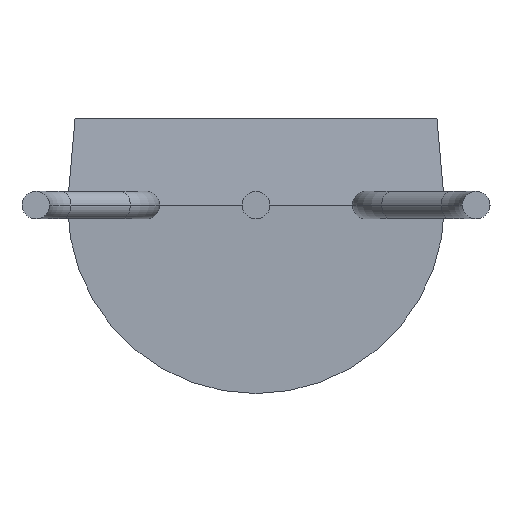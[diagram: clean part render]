
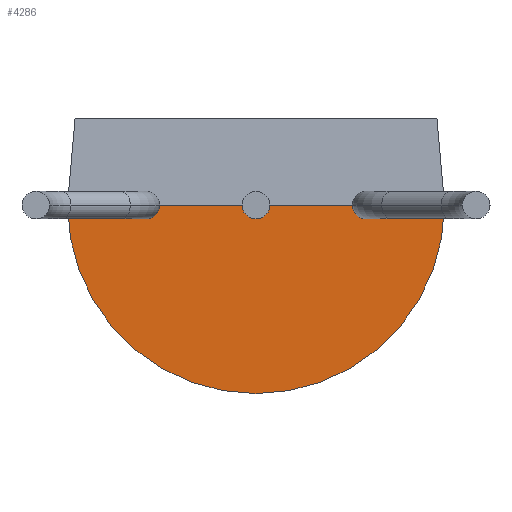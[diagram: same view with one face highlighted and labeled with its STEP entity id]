
A CAD part, front view. The second image highlights one B-rep face of the part: STEP entity #4286.
In plain terms, the highlighted planar face has unit normal (0, -1, 0).
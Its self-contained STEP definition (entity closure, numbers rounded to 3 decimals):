
#323 = DIRECTION ( 'NONE',  ( 0., 1., 0. ) ) ;
#1249 = EDGE_CURVE ( 'NONE', #2073, #4758, #13818, .T. ) ;
#2073 = VERTEX_POINT ( 'NONE', #11160 ) ;
#2159 = CARTESIAN_POINT ( 'NONE',  ( -2.175, 0., 0. ) ) ;
#2304 = EDGE_LOOP ( 'NONE', ( #4407, #3751, #3209 ) ) ;
#2499 = EDGE_CURVE ( 'NONE', #5932, #2073, #4898, .T. ) ;
#2525 = PLANE ( 'NONE',  #12296 ) ;
#3209 = ORIENTED_EDGE ( 'NONE', *, *, #1249, .F. ) ;
#3708 = DIRECTION ( 'NONE',  ( 0., 1., 0. ) ) ;
#3751 = ORIENTED_EDGE ( 'NONE', *, *, #7660, .F. ) ;
#4171 = LINE ( 'NONE', #2159, #4896 ) ;
#4286 = ADVANCED_FACE ( 'NONE', ( #13388 ), #2525, .F. ) ;
#4407 = ORIENTED_EDGE ( 'NONE', *, *, #2499, .F. ) ;
#4758 = VERTEX_POINT ( 'NONE', #6672 ) ;
#4896 = VECTOR ( 'NONE', #5087, 1000. ) ;
#4898 = CIRCLE ( 'NONE', #5326, 2.175 ) ;
#5087 = DIRECTION ( 'NONE',  ( 1., 0., 0. ) ) ;
#5326 = AXIS2_PLACEMENT_3D ( 'NONE', #13500, #323, #6728 ) ;
#5874 = CARTESIAN_POINT ( 'NONE',  ( 2.175, 0., 0. ) ) ;
#5932 = VERTEX_POINT ( 'NONE', #5874 ) ;
#6023 = DIRECTION ( 'NONE',  ( 0., 0., 1. ) ) ;
#6672 = CARTESIAN_POINT ( 'NONE',  ( -2.175, 0., 0. ) ) ;
#6728 = DIRECTION ( 'NONE',  ( 0., 0., 1. ) ) ;
#7170 = CARTESIAN_POINT ( 'NONE',  ( 0., 0., 0. ) ) ;
#7660 = EDGE_CURVE ( 'NONE', #4758, #5932, #4171, .T. ) ;
#7764 = AXIS2_PLACEMENT_3D ( 'NONE', #7170, #10073, #6023 ) ;
#10073 = DIRECTION ( 'NONE',  ( 0., 1., 0. ) ) ;
#10127 = CARTESIAN_POINT ( 'NONE',  ( 0., 0., 0. ) ) ;
#11160 = CARTESIAN_POINT ( 'NONE',  ( 0., 0., -2.175 ) ) ;
#11361 = DIRECTION ( 'NONE',  ( 0., 0., 1. ) ) ;
#12296 = AXIS2_PLACEMENT_3D ( 'NONE', #10127, #3708, #11361 ) ;
#13388 = FACE_OUTER_BOUND ( 'NONE', #2304, .T. ) ;
#13500 = CARTESIAN_POINT ( 'NONE',  ( 0., 0., 0. ) ) ;
#13818 = CIRCLE ( 'NONE', #7764, 2.175 ) ;
